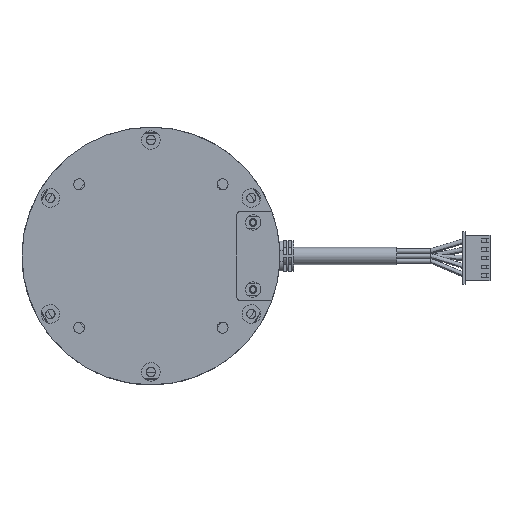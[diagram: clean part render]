
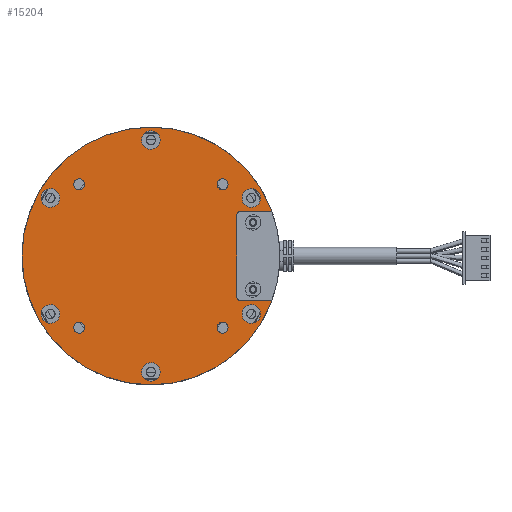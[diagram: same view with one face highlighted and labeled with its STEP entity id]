
A CAD part, front view. The second image highlights one B-rep face of the part: STEP entity #15204.
In plain terms, the highlighted planar face has unit normal (0, -1, 0).
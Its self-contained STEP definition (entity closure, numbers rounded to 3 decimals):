
#226=FACE_BOUND('',#2016,.T.);
#227=FACE_BOUND('',#2017,.T.);
#228=FACE_BOUND('',#2018,.T.);
#229=FACE_BOUND('',#2019,.T.);
#230=FACE_BOUND('',#2020,.T.);
#231=FACE_BOUND('',#2021,.T.);
#232=FACE_BOUND('',#2022,.T.);
#233=FACE_BOUND('',#2023,.T.);
#234=FACE_BOUND('',#2024,.T.);
#235=FACE_BOUND('',#2025,.T.);
#352=PLANE('',#16324);
#1156=FACE_OUTER_BOUND('',#2015,.T.);
#2015=EDGE_LOOP('',(#10072,#10073,#10074,#10075,#10076,#10077,#10078,#10079));
#2016=EDGE_LOOP('',(#10080));
#2017=EDGE_LOOP('',(#10081));
#2018=EDGE_LOOP('',(#10082));
#2019=EDGE_LOOP('',(#10083));
#2020=EDGE_LOOP('',(#10084));
#2021=EDGE_LOOP('',(#10085));
#2022=EDGE_LOOP('',(#10086));
#2023=EDGE_LOOP('',(#10087));
#2024=EDGE_LOOP('',(#10088));
#2025=EDGE_LOOP('',(#10089));
#3013=LINE('',#21934,#4461);
#3016=LINE('',#21941,#4464);
#3020=LINE('',#21949,#4468);
#4461=VECTOR('',#17821,8.741);
#4464=VECTOR('',#17826,8.741);
#4468=VECTOR('',#17832,24.);
#5843=CIRCLE('',#16214,1.6);
#5845=CIRCLE('',#16217,1.6);
#5847=CIRCLE('',#16220,1.6);
#5849=CIRCLE('',#16223,1.6);
#5865=CIRCLE('',#16247,2.7);
#5869=CIRCLE('',#16253,2.7);
#5873=CIRCLE('',#16259,2.7);
#5877=CIRCLE('',#16265,2.7);
#5881=CIRCLE('',#16271,2.7);
#5885=CIRCLE('',#16277,2.7);
#5892=CIRCLE('',#16287,37.5);
#5921=CIRCLE('',#16325,0.3);
#5922=CIRCLE('',#16326,1.);
#5923=CIRCLE('',#16327,1.);
#5924=CIRCLE('',#16328,0.3);
#6339=VERTEX_POINT('',#21617);
#6341=VERTEX_POINT('',#21623);
#6343=VERTEX_POINT('',#21629);
#6345=VERTEX_POINT('',#21635);
#6364=VERTEX_POINT('',#21705);
#6368=VERTEX_POINT('',#21717);
#6372=VERTEX_POINT('',#21729);
#6376=VERTEX_POINT('',#21741);
#6380=VERTEX_POINT('',#21753);
#6384=VERTEX_POINT('',#21765);
#6394=VERTEX_POINT('',#21791);
#6395=VERTEX_POINT('',#21793);
#6459=VERTEX_POINT('',#21931);
#6460=VERTEX_POINT('',#21933);
#6462=VERTEX_POINT('',#21939);
#6463=VERTEX_POINT('',#21940);
#6465=VERTEX_POINT('',#21947);
#6466=VERTEX_POINT('',#21948);
#7730=EDGE_CURVE('',#6339,#6339,#5843,.T.);
#7733=EDGE_CURVE('',#6341,#6341,#5845,.T.);
#7736=EDGE_CURVE('',#6343,#6343,#5847,.T.);
#7739=EDGE_CURVE('',#6345,#6345,#5849,.T.);
#7764=EDGE_CURVE('',#6364,#6364,#5865,.T.);
#7770=EDGE_CURVE('',#6368,#6368,#5869,.T.);
#7776=EDGE_CURVE('',#6372,#6372,#5873,.T.);
#7782=EDGE_CURVE('',#6376,#6376,#5877,.T.);
#7788=EDGE_CURVE('',#6380,#6380,#5881,.T.);
#7794=EDGE_CURVE('',#6384,#6384,#5885,.T.);
#7807=EDGE_CURVE('',#6394,#6395,#5892,.T.);
#7876=EDGE_CURVE('',#6459,#6460,#3013,.T.);
#7879=EDGE_CURVE('',#6462,#6463,#3016,.T.);
#7883=EDGE_CURVE('',#6465,#6466,#3020,.T.);
#7888=EDGE_CURVE('',#6394,#6460,#5921,.T.);
#7889=EDGE_CURVE('',#6459,#6466,#5922,.T.);
#7890=EDGE_CURVE('',#6465,#6463,#5923,.T.);
#7891=EDGE_CURVE('',#6462,#6395,#5924,.T.);
#10072=ORIENTED_EDGE('',*,*,#7807,.F.);
#10073=ORIENTED_EDGE('',*,*,#7888,.T.);
#10074=ORIENTED_EDGE('',*,*,#7876,.F.);
#10075=ORIENTED_EDGE('',*,*,#7889,.T.);
#10076=ORIENTED_EDGE('',*,*,#7883,.F.);
#10077=ORIENTED_EDGE('',*,*,#7890,.T.);
#10078=ORIENTED_EDGE('',*,*,#7879,.F.);
#10079=ORIENTED_EDGE('',*,*,#7891,.T.);
#10080=ORIENTED_EDGE('',*,*,#7730,.T.);
#10081=ORIENTED_EDGE('',*,*,#7733,.T.);
#10082=ORIENTED_EDGE('',*,*,#7736,.T.);
#10083=ORIENTED_EDGE('',*,*,#7739,.T.);
#10084=ORIENTED_EDGE('',*,*,#7764,.F.);
#10085=ORIENTED_EDGE('',*,*,#7770,.F.);
#10086=ORIENTED_EDGE('',*,*,#7776,.F.);
#10087=ORIENTED_EDGE('',*,*,#7782,.F.);
#10088=ORIENTED_EDGE('',*,*,#7788,.F.);
#10089=ORIENTED_EDGE('',*,*,#7794,.F.);
#15204=ADVANCED_FACE('',(#1156,#226,#227,#228,#229,#230,#231,#232,#233,
#234,#235),#352,.F.);
#16214=AXIS2_PLACEMENT_3D('',#21619,#17539,#17540);
#16217=AXIS2_PLACEMENT_3D('',#21625,#17546,#17547);
#16220=AXIS2_PLACEMENT_3D('',#21631,#17553,#17554);
#16223=AXIS2_PLACEMENT_3D('',#21637,#17560,#17561);
#16247=AXIS2_PLACEMENT_3D('',#21707,#17615,#17616);
#16253=AXIS2_PLACEMENT_3D('',#21719,#17629,#17630);
#16259=AXIS2_PLACEMENT_3D('',#21731,#17643,#17644);
#16265=AXIS2_PLACEMENT_3D('',#21743,#17657,#17658);
#16271=AXIS2_PLACEMENT_3D('',#21755,#17671,#17672);
#16277=AXIS2_PLACEMENT_3D('',#21767,#17685,#17686);
#16287=AXIS2_PLACEMENT_3D('',#21794,#17711,#17712);
#16324=AXIS2_PLACEMENT_3D('',#21956,#17837,#17838);
#16325=AXIS2_PLACEMENT_3D('',#21957,#17839,#17840);
#16326=AXIS2_PLACEMENT_3D('',#21958,#17841,#17842);
#16327=AXIS2_PLACEMENT_3D('',#21959,#17843,#17844);
#16328=AXIS2_PLACEMENT_3D('',#21960,#17845,#17846);
#17539=DIRECTION('center_axis',(0.,1.,0.));
#17540=DIRECTION('ref_axis',(0.,0.,
-1.));
#17546=DIRECTION('center_axis',(0.,1.,0.));
#17547=DIRECTION('ref_axis',(0.,0.,
-1.));
#17553=DIRECTION('center_axis',(0.,1.,0.));
#17554=DIRECTION('ref_axis',(0.,0.,
-1.));
#17560=DIRECTION('center_axis',(0.,1.,0.));
#17561=DIRECTION('ref_axis',(0.,0.,
-1.));
#17615=DIRECTION('center_axis',(0.,-1.,0.));
#17616=DIRECTION('ref_axis',(0.,0.,
1.));
#17629=DIRECTION('center_axis',(0.,-1.,0.));
#17630=DIRECTION('ref_axis',(0.,0.,
1.));
#17643=DIRECTION('center_axis',(0.,-1.,0.));
#17644=DIRECTION('ref_axis',(0.,0.,
1.));
#17657=DIRECTION('center_axis',(0.,-1.,0.));
#17658=DIRECTION('ref_axis',(0.,0.,
1.));
#17671=DIRECTION('center_axis',(0.,-1.,0.));
#17672=DIRECTION('ref_axis',(0.,0.,
1.));
#17685=DIRECTION('center_axis',(0.,-1.,0.));
#17686=DIRECTION('ref_axis',(0.,0.,
1.));
#17711=DIRECTION('center_axis',(0.,1.,0.));
#17712=DIRECTION('ref_axis',(0.,0.,
1.));
#17821=DIRECTION('',(1.,0.,0.));
#17826=DIRECTION('',(-1.,0.,0.));
#17832=DIRECTION('',(0.,0.,-1.));
#17837=DIRECTION('center_axis',(0.,1.,0.));
#17838=DIRECTION('ref_axis',(0.,0.,1.));
#17839=DIRECTION('center_axis',(0.,-1.,0.));
#17840=DIRECTION('ref_axis',(0.934,0.,-0.358));
#17841=DIRECTION('center_axis',(0.,1.,0.));
#17842=DIRECTION('ref_axis',(0.,0.,
-1.));
#17843=DIRECTION('center_axis',(0.,1.,0.));
#17844=DIRECTION('ref_axis',(-1.,0.,0.));
#17845=DIRECTION('center_axis',(0.,-1.,0.));
#17846=DIRECTION('ref_axis',(0.,0.,
-1.));
#21617=CARTESIAN_POINT('',(-20.86,0.,-22.46));
#21619=CARTESIAN_POINT('Origin',(-20.86,0.,
-20.86));
#21623=CARTESIAN_POINT('',(-20.86,0.,19.26));
#21625=CARTESIAN_POINT('Origin',(-20.86,0.,
20.86));
#21629=CARTESIAN_POINT('',(20.86,0.,19.26));
#21631=CARTESIAN_POINT('Origin',(20.86,0.,
20.86));
#21635=CARTESIAN_POINT('',(20.86,0.,-22.46));
#21637=CARTESIAN_POINT('Origin',(20.86,0.,
-20.86));
#21705=CARTESIAN_POINT('',(-30.815,0.,19.059));
#21707=CARTESIAN_POINT('Origin',(-29.228,0.,
16.875));
#21717=CARTESIAN_POINT('',(-30.815,0.,-14.691));
#21719=CARTESIAN_POINT('Origin',(-29.228,0.,
-16.875));
#21729=CARTESIAN_POINT('',(-1.587,0.,-31.566));
#21731=CARTESIAN_POINT('Origin',(0.,0.,-33.75));
#21741=CARTESIAN_POINT('',(27.641,0.,-14.691));
#21743=CARTESIAN_POINT('Origin',(29.228,0.,
-16.875));
#21753=CARTESIAN_POINT('',(27.641,0.,19.059));
#21755=CARTESIAN_POINT('Origin',(29.228,0.,
16.875));
#21765=CARTESIAN_POINT('',(-1.587,0.,35.934));
#21767=CARTESIAN_POINT('Origin',(0.,0.,33.75));
#21791=CARTESIAN_POINT('',(35.021,0.,-13.407));
#21793=CARTESIAN_POINT('',(35.021,0.,13.407));
#21794=CARTESIAN_POINT('Origin',(0.,0.,0.));
#21931=CARTESIAN_POINT('',(26.,0.,-13.));
#21933=CARTESIAN_POINT('',(34.741,0.,-13.));
#21934=CARTESIAN_POINT('',(26.,0.,-13.));
#21939=CARTESIAN_POINT('',(34.741,0.,13.));
#21940=CARTESIAN_POINT('',(26.,0.,13.));
#21941=CARTESIAN_POINT('',(34.741,0.,13.));
#21947=CARTESIAN_POINT('',(25.,0.,12.));
#21948=CARTESIAN_POINT('',(25.,0.,-12.));
#21949=CARTESIAN_POINT('',(25.,0.,12.));
#21956=CARTESIAN_POINT('Origin',(0.,0.,0.));
#21957=CARTESIAN_POINT('Origin',(34.741,0.,-13.3));
#21958=CARTESIAN_POINT('Origin',(26.,0.,-12.));
#21959=CARTESIAN_POINT('Origin',(26.,0.,12.));
#21960=CARTESIAN_POINT('Origin',(34.741,0.,
13.3));
